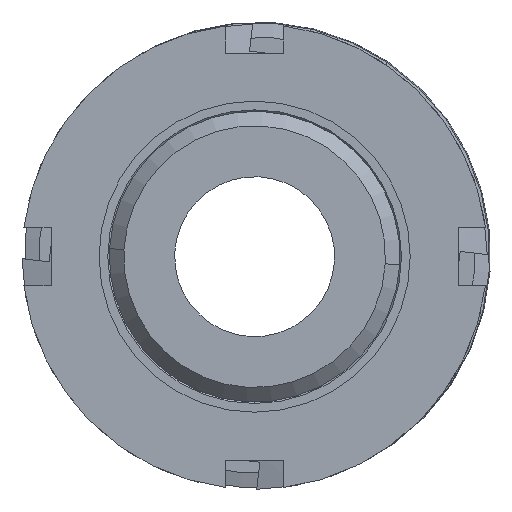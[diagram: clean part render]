
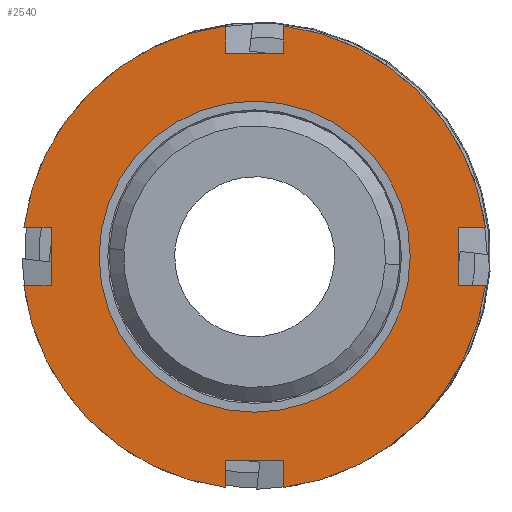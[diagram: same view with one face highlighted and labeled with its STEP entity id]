
A CAD part, front view. The second image highlights one B-rep face of the part: STEP entity #2540.
In plain terms, the highlighted planar face has unit normal (0, -1, 0).
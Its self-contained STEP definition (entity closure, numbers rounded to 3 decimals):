
#11 = DIRECTION ( 'NONE',  ( 0., 0., -1. ) ) ;
#75 = AXIS2_PLACEMENT_3D ( 'NONE', #1461, #2150, #126 ) ;
#83 = ORIENTED_EDGE ( 'NONE', *, *, #2812, .T. ) ;
#84 = CARTESIAN_POINT ( 'NONE',  ( -15.875, -30., 2. ) ) ;
#104 = VECTOR ( 'NONE', #2584, 1000. ) ;
#114 = EDGE_CURVE ( 'NONE', #2780, #814, #158, .T. ) ;
#126 = DIRECTION ( 'NONE',  ( 0., 0., 1. ) ) ;
#129 = CARTESIAN_POINT ( 'NONE',  ( 14., -30., 2. ) ) ;
#158 = LINE ( 'NONE', #1545, #1370 ) ;
#209 = LINE ( 'NONE', #2935, #258 ) ;
#258 = VECTOR ( 'NONE', #514, 1000. ) ;
#268 = VECTOR ( 'NONE', #11, 1000. ) ;
#310 = CIRCLE ( 'NONE', #1981, 16. ) ;
#348 = ORIENTED_EDGE ( 'NONE', *, *, #114, .F. ) ;
#350 = EDGE_CURVE ( 'NONE', #1064, #1195, #669, .T. ) ;
#407 = CARTESIAN_POINT ( 'NONE',  ( -2., -30., 15.875 ) ) ;
#437 = ORIENTED_EDGE ( 'NONE', *, *, #1595, .F. ) ;
#442 = EDGE_CURVE ( 'NONE', #1966, #3723, #3918, .T. ) ;
#454 = AXIS2_PLACEMENT_3D ( 'NONE', #2236, #4295, #3298 ) ;
#470 = FACE_BOUND ( 'NONE', #3194, .T. ) ;
#494 = DIRECTION ( 'NONE',  ( 0., 0., 1. ) ) ;
#510 = VECTOR ( 'NONE', #3551, 1000. ) ;
#512 = EDGE_CURVE ( 'NONE', #1966, #3945, #310, .T. ) ;
#514 = DIRECTION ( 'NONE',  ( 0., 0., 1. ) ) ;
#516 = VECTOR ( 'NONE', #2347, 1000. ) ;
#598 = CARTESIAN_POINT ( 'NONE',  ( 2., -30., 15.875 ) ) ;
#604 = CARTESIAN_POINT ( 'NONE',  ( 0., -30., 0. ) ) ;
#640 = ORIENTED_EDGE ( 'NONE', *, *, #4252, .F. ) ;
#664 = CARTESIAN_POINT ( 'NONE',  ( 10.7, -30., -2. ) ) ;
#669 = LINE ( 'NONE', #1641, #3862 ) ;
#717 = CARTESIAN_POINT ( 'NONE',  ( -14., -30., -2. ) ) ;
#733 = VERTEX_POINT ( 'NONE', #1259 ) ;
#807 = ORIENTED_EDGE ( 'NONE', *, *, #2095, .T. ) ;
#814 = VERTEX_POINT ( 'NONE', #717 ) ;
#816 = CARTESIAN_POINT ( 'NONE',  ( -2., -30., 0. ) ) ;
#941 = DIRECTION ( 'NONE',  ( 0., 0., 1. ) ) ;
#960 = DIRECTION ( 'NONE',  ( 0., 1., 0. ) ) ;
#995 = LINE ( 'NONE', #1303, #104 ) ;
#1006 = CARTESIAN_POINT ( 'NONE',  ( -14., -30., 2. ) ) ;
#1011 = LINE ( 'NONE', #2383, #2177 ) ;
#1037 = DIRECTION ( 'NONE',  ( 0., 0., 1. ) ) ;
#1052 = LINE ( 'NONE', #4215, #4350 ) ;
#1058 = CARTESIAN_POINT ( 'NONE',  ( 2., -30., -15.875 ) ) ;
#1064 = VERTEX_POINT ( 'NONE', #3347 ) ;
#1086 = CARTESIAN_POINT ( 'NONE',  ( 0., -30., -14. ) ) ;
#1091 = VERTEX_POINT ( 'NONE', #1340 ) ;
#1097 = ORIENTED_EDGE ( 'NONE', *, *, #3193, .F. ) ;
#1195 = VERTEX_POINT ( 'NONE', #2098 ) ;
#1202 = CARTESIAN_POINT ( 'NONE',  ( 15.875, -30., 2. ) ) ;
#1208 = AXIS2_PLACEMENT_3D ( 'NONE', #2651, #3358, #1280 ) ;
#1209 = LINE ( 'NONE', #3798, #3396 ) ;
#1259 = CARTESIAN_POINT ( 'NONE',  ( -2., -30., -15.875 ) ) ;
#1261 = DIRECTION ( 'NONE',  ( 0., 0., 1. ) ) ;
#1275 = LINE ( 'NONE', #3650, #268 ) ;
#1280 = DIRECTION ( 'NONE',  ( 0., 0., 1. ) ) ;
#1282 = VERTEX_POINT ( 'NONE', #1466 ) ;
#1287 = CARTESIAN_POINT ( 'NONE',  ( 14., -30., -2. ) ) ;
#1303 = CARTESIAN_POINT ( 'NONE',  ( 10.7, -30., 2. ) ) ;
#1331 = LINE ( 'NONE', #1086, #2015 ) ;
#1340 = CARTESIAN_POINT ( 'NONE',  ( 0., -30., 10.7 ) ) ;
#1370 = VECTOR ( 'NONE', #1487, 1000. ) ;
#1403 = AXIS2_PLACEMENT_3D ( 'NONE', #2945, #3002, #1261 ) ;
#1413 = DIRECTION ( 'NONE',  ( 0., 1., 0. ) ) ;
#1461 = CARTESIAN_POINT ( 'NONE',  ( 10.7, -30., 0. ) ) ;
#1466 = CARTESIAN_POINT ( 'NONE',  ( -2., -30., -14. ) ) ;
#1475 = PLANE ( 'NONE',  #75 ) ;
#1487 = DIRECTION ( 'NONE',  ( 1., 0., 0. ) ) ;
#1500 = EDGE_CURVE ( 'NONE', #1091, #2363, #3211, .T. ) ;
#1542 = LINE ( 'NONE', #816, #510 ) ;
#1545 = CARTESIAN_POINT ( 'NONE',  ( 10.7, -30., -2. ) ) ;
#1595 = EDGE_CURVE ( 'NONE', #733, #2780, #3674, .T. ) ;
#1616 = DIRECTION ( 'NONE',  ( -1., 0., 0. ) ) ;
#1641 = CARTESIAN_POINT ( 'NONE',  ( 0., -30., 14. ) ) ;
#1699 = VERTEX_POINT ( 'NONE', #84 ) ;
#1733 = DIRECTION ( 'NONE',  ( -1., 0., 0. ) ) ;
#1749 = DIRECTION ( 'NONE',  ( 1., 0., 0. ) ) ;
#1789 = VECTOR ( 'NONE', #1733, 1000. ) ;
#1850 = ORIENTED_EDGE ( 'NONE', *, *, #2147, .F. ) ;
#1887 = CARTESIAN_POINT ( 'NONE',  ( -15.875, -30., -2. ) ) ;
#1924 = CARTESIAN_POINT ( 'NONE',  ( 15.875, -30., -2. ) ) ;
#1943 = EDGE_CURVE ( 'NONE', #4311, #1064, #1275, .T. ) ;
#1966 = VERTEX_POINT ( 'NONE', #1924 ) ;
#1981 = AXIS2_PLACEMENT_3D ( 'NONE', #2834, #3149, #2476 ) ;
#2015 = VECTOR ( 'NONE', #1749, 1000. ) ;
#2026 = ORIENTED_EDGE ( 'NONE', *, *, #3936, .T. ) ;
#2031 = EDGE_CURVE ( 'NONE', #3723, #2136, #1011, .T. ) ;
#2043 = AXIS2_PLACEMENT_3D ( 'NONE', #4140, #1413, #1037 ) ;
#2095 = EDGE_CURVE ( 'NONE', #1282, #2265, #1331, .T. ) ;
#2098 = CARTESIAN_POINT ( 'NONE',  ( -2., -30., 14. ) ) ;
#2136 = VERTEX_POINT ( 'NONE', #129 ) ;
#2147 = EDGE_CURVE ( 'NONE', #1699, #2949, #3146, .T. ) ;
#2150 = DIRECTION ( 'NONE',  ( 0., 1., 0. ) ) ;
#2177 = VECTOR ( 'NONE', #3386, 1000. ) ;
#2236 = CARTESIAN_POINT ( 'NONE',  ( 0., -30., 0. ) ) ;
#2243 = EDGE_LOOP ( 'NONE', ( #348, #437, #4003, #807, #3818, #3679, #3210, #3357, #3254, #640, #4153, #3700, #1097, #1850, #83, #2026 ) ) ;
#2265 = VERTEX_POINT ( 'NONE', #4355 ) ;
#2347 = DIRECTION ( 'NONE',  ( 1., 0., 0. ) ) ;
#2363 = VERTEX_POINT ( 'NONE', #3749 ) ;
#2383 = CARTESIAN_POINT ( 'NONE',  ( 14., -30., 0. ) ) ;
#2476 = DIRECTION ( 'NONE',  ( 0., 0., 1. ) ) ;
#2540 = ADVANCED_FACE ( 'NONE', ( #470, #3924 ), #1475, .F. ) ;
#2584 = DIRECTION ( 'NONE',  ( -1., 0., 0. ) ) ;
#2651 = CARTESIAN_POINT ( 'NONE',  ( 0., -30., 0. ) ) ;
#2660 = ORIENTED_EDGE ( 'NONE', *, *, #1500, .T. ) ;
#2758 = DIRECTION ( 'NONE',  ( 0., 0., -1. ) ) ;
#2780 = VERTEX_POINT ( 'NONE', #1887 ) ;
#2812 = EDGE_CURVE ( 'NONE', #1699, #3314, #3875, .T. ) ;
#2834 = CARTESIAN_POINT ( 'NONE',  ( 0., -30., 0. ) ) ;
#2935 = CARTESIAN_POINT ( 'NONE',  ( 2., -30., 0. ) ) ;
#2945 = CARTESIAN_POINT ( 'NONE',  ( 0., -30., 0. ) ) ;
#2949 = VERTEX_POINT ( 'NONE', #407 ) ;
#2995 = CARTESIAN_POINT ( 'NONE',  ( 10.7, -30., 2. ) ) ;
#3002 = DIRECTION ( 'NONE',  ( 0., 1., 0. ) ) ;
#3068 = AXIS2_PLACEMENT_3D ( 'NONE', #604, #960, #941 ) ;
#3146 = CIRCLE ( 'NONE', #454, 16. ) ;
#3149 = DIRECTION ( 'NONE',  ( 0., 1., 0. ) ) ;
#3165 = EDGE_CURVE ( 'NONE', #733, #1282, #1052, .T. ) ;
#3193 = EDGE_CURVE ( 'NONE', #2949, #1195, #1542, .T. ) ;
#3194 = EDGE_LOOP ( 'NONE', ( #2660, #3309 ) ) ;
#3210 = ORIENTED_EDGE ( 'NONE', *, *, #442, .T. ) ;
#3211 = CIRCLE ( 'NONE', #1403, 10.7 ) ;
#3254 = ORIENTED_EDGE ( 'NONE', *, *, #3717, .F. ) ;
#3298 = DIRECTION ( 'NONE',  ( 0., 0., 1. ) ) ;
#3309 = ORIENTED_EDGE ( 'NONE', *, *, #3799, .T. ) ;
#3314 = VERTEX_POINT ( 'NONE', #1006 ) ;
#3347 = CARTESIAN_POINT ( 'NONE',  ( 2., -30., 14. ) ) ;
#3348 = CIRCLE ( 'NONE', #3068, 10.7 ) ;
#3357 = ORIENTED_EDGE ( 'NONE', *, *, #2031, .T. ) ;
#3358 = DIRECTION ( 'NONE',  ( 0., 1., 0. ) ) ;
#3386 = DIRECTION ( 'NONE',  ( 0., 0., 1. ) ) ;
#3396 = VECTOR ( 'NONE', #2758, 1000. ) ;
#3551 = DIRECTION ( 'NONE',  ( 0., 0., -1. ) ) ;
#3614 = VERTEX_POINT ( 'NONE', #1202 ) ;
#3650 = CARTESIAN_POINT ( 'NONE',  ( 2., -30., 0. ) ) ;
#3674 = CIRCLE ( 'NONE', #2043, 16. ) ;
#3679 = ORIENTED_EDGE ( 'NONE', *, *, #512, .F. ) ;
#3700 = ORIENTED_EDGE ( 'NONE', *, *, #350, .T. ) ;
#3717 = EDGE_CURVE ( 'NONE', #3614, #2136, #995, .T. ) ;
#3723 = VERTEX_POINT ( 'NONE', #1287 ) ;
#3749 = CARTESIAN_POINT ( 'NONE',  ( 0., -30., -10.7 ) ) ;
#3798 = CARTESIAN_POINT ( 'NONE',  ( -14., -30., 0. ) ) ;
#3799 = EDGE_CURVE ( 'NONE', #2363, #1091, #3348, .T. ) ;
#3818 = ORIENTED_EDGE ( 'NONE', *, *, #4173, .F. ) ;
#3862 = VECTOR ( 'NONE', #1616, 1000. ) ;
#3875 = LINE ( 'NONE', #2995, #516 ) ;
#3918 = LINE ( 'NONE', #664, #1789 ) ;
#3924 = FACE_OUTER_BOUND ( 'NONE', #2243, .T. ) ;
#3936 = EDGE_CURVE ( 'NONE', #3314, #814, #1209, .T. ) ;
#3945 = VERTEX_POINT ( 'NONE', #1058 ) ;
#4003 = ORIENTED_EDGE ( 'NONE', *, *, #3165, .T. ) ;
#4140 = CARTESIAN_POINT ( 'NONE',  ( 0., -30., 0. ) ) ;
#4153 = ORIENTED_EDGE ( 'NONE', *, *, #1943, .T. ) ;
#4173 = EDGE_CURVE ( 'NONE', #3945, #2265, #209, .T. ) ;
#4215 = CARTESIAN_POINT ( 'NONE',  ( -2., -30., 0. ) ) ;
#4252 = EDGE_CURVE ( 'NONE', #4311, #3614, #4346, .T. ) ;
#4295 = DIRECTION ( 'NONE',  ( 0., 1., 0. ) ) ;
#4311 = VERTEX_POINT ( 'NONE', #598 ) ;
#4346 = CIRCLE ( 'NONE', #1208, 16. ) ;
#4350 = VECTOR ( 'NONE', #494, 1000. ) ;
#4355 = CARTESIAN_POINT ( 'NONE',  ( 2., -30., -14. ) ) ;
